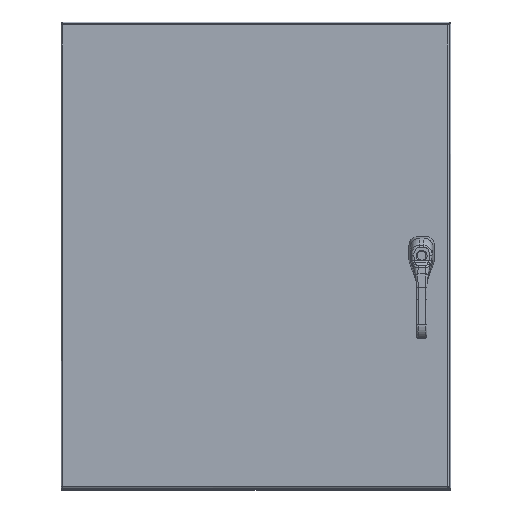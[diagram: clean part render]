
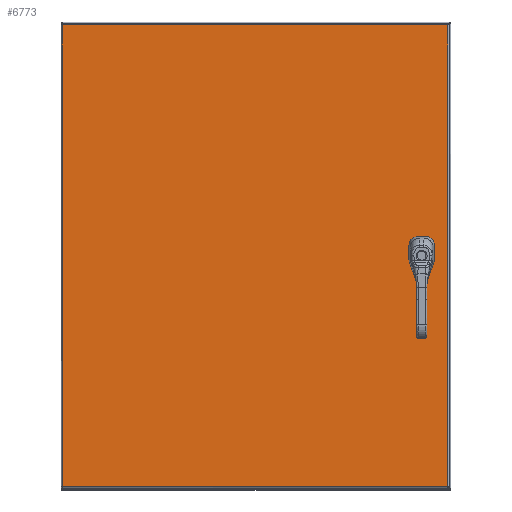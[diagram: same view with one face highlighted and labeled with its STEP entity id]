
A CAD part, top view. The second image highlights one B-rep face of the part: STEP entity #6773.
In plain terms, the highlighted face is planar.
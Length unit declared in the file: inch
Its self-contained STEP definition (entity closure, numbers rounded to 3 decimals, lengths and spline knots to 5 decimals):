
#4964=CARTESIAN_POINT('',(2.33762,18.275,0.0));
#4965=VERTEX_POINT('',#4964);
#4972=CARTESIAN_POINT('',(2.525,18.08762,0.0));
#4973=VERTEX_POINT('',#4972);
#4974=CARTESIAN_POINT('',(2.125,17.875,0.0));
#4975=DIRECTION('',(0.0,0.0,1.0));
#4976=DIRECTION('',(-0.469,-0.883,0.0));
#4977=AXIS2_PLACEMENT_3D('',#4974,#4975,#4976);
#4978=CIRCLE('',#4977,0.453);
#4979=EDGE_CURVE('',#4973,#4965,#4978,.T.);
#5004=CARTESIAN_POINT('',(2.525,17.66238,0.0));
#5005=VERTEX_POINT('',#5004);
#5006=CARTESIAN_POINT('',(2.525,17.66238,0.0));
#5007=DIRECTION('',(0.0,1.0,0.0));
#5008=VECTOR('',#5007,0.42525);
#5009=LINE('',#5006,#5008);
#5010=EDGE_CURVE('',#5005,#4973,#5009,.T.);
#5036=CARTESIAN_POINT('',(2.33762,17.475,0.0));
#5037=VERTEX_POINT('',#5036);
#5038=CARTESIAN_POINT('',(2.125,17.875,0.0));
#5039=DIRECTION('',(0.0,0.0,1.0));
#5040=DIRECTION('',(-0.883,0.469,0.0));
#5041=AXIS2_PLACEMENT_3D('',#5038,#5039,#5040);
#5042=CIRCLE('',#5041,0.453);
#5043=EDGE_CURVE('',#5037,#5005,#5042,.T.);
#5068=CARTESIAN_POINT('',(1.91238,17.475,0.0));
#5069=VERTEX_POINT('',#5068);
#5070=CARTESIAN_POINT('',(1.91238,17.475,0.0));
#5071=DIRECTION('',(1.0,0.0,0.0));
#5072=VECTOR('',#5071,0.42525);
#5073=LINE('',#5070,#5072);
#5074=EDGE_CURVE('',#5069,#5037,#5073,.T.);
#5100=CARTESIAN_POINT('',(1.725,17.66238,0.0));
#5101=VERTEX_POINT('',#5100);
#5102=CARTESIAN_POINT('',(2.125,17.875,0.0));
#5103=DIRECTION('',(0.0,0.0,1.0));
#5104=DIRECTION('',(0.469,0.883,0.0));
#5105=AXIS2_PLACEMENT_3D('',#5102,#5103,#5104);
#5106=CIRCLE('',#5105,0.453);
#5107=EDGE_CURVE('',#5101,#5069,#5106,.T.);
#5132=CARTESIAN_POINT('',(1.725,18.08762,0.0));
#5133=VERTEX_POINT('',#5132);
#5134=CARTESIAN_POINT('',(1.725,18.08762,0.0));
#5135=DIRECTION('',(0.0,-1.0,0.0));
#5136=VECTOR('',#5135,0.42525);
#5137=LINE('',#5134,#5136);
#5138=EDGE_CURVE('',#5133,#5101,#5137,.T.);
#5164=CARTESIAN_POINT('',(1.91238,18.275,0.0));
#5165=VERTEX_POINT('',#5164);
#5166=CARTESIAN_POINT('',(2.125,17.875,0.0));
#5167=DIRECTION('',(0.0,0.0,1.0));
#5168=DIRECTION('',(0.883,-0.469,0.0));
#5169=AXIS2_PLACEMENT_3D('',#5166,#5167,#5168);
#5170=CIRCLE('',#5169,0.453);
#5171=EDGE_CURVE('',#5165,#5133,#5170,.T.);
#5194=CARTESIAN_POINT('',(2.33762,18.275,0.0));
#5195=DIRECTION('',(-1.0,0.0,0.0));
#5196=VECTOR('',#5195,0.42525);
#5197=LINE('',#5194,#5196);
#5198=EDGE_CURVE('',#4965,#5165,#5197,.T.);
#5781=CARTESIAN_POINT('',(29.76975,0.10525,0.));
#5782=VERTEX_POINT('',#5781);
#5793=CARTESIAN_POINT('',(29.76975,35.64475,0.));
#5794=VERTEX_POINT('',#5793);
#5795=CARTESIAN_POINT('',(29.76975,35.64475,0.0));
#5796=DIRECTION('',(0.0,-1.0,0.0));
#5797=VECTOR('',#5796,35.5395);
#5798=LINE('',#5795,#5797);
#5799=EDGE_CURVE('',#5794,#5782,#5798,.T.);
#5951=CARTESIAN_POINT('',(0.10525,0.10525,0.));
#5952=VERTEX_POINT('',#5951);
#5963=CARTESIAN_POINT('',(29.76975,0.10525,0.0));
#5964=DIRECTION('',(-1.0,0.0,0.0));
#5965=VECTOR('',#5964,29.6645);
#5966=LINE('',#5963,#5965);
#5967=EDGE_CURVE('',#5782,#5952,#5966,.T.);
#6228=CARTESIAN_POINT('',(0.10525,35.64475,0.));
#6229=VERTEX_POINT('',#6228);
#6240=CARTESIAN_POINT('',(0.10525,0.10525,0.0));
#6241=DIRECTION('',(0.0,1.0,0.0));
#6242=VECTOR('',#6241,35.5395);
#6243=LINE('',#6240,#6242);
#6244=EDGE_CURVE('',#5952,#6229,#6243,.T.);
#6509=CARTESIAN_POINT('',(0.10525,35.64475,0.0));
#6510=DIRECTION('',(1.0,0.0,0.0));
#6511=VECTOR('',#6510,29.6645);
#6512=LINE('',#6509,#6511);
#6513=EDGE_CURVE('',#6229,#5794,#6512,.T.);
#6752=CARTESIAN_POINT('',(14.9375,17.875,0.0));
#6753=DIRECTION('',(0.0,0.0,1.0));
#6754=DIRECTION('',(1.0,0.0,0.0));
#6755=AXIS2_PLACEMENT_3D('',#6752,#6753,#6754);
#6756=PLANE('',#6755);
#6757=ORIENTED_EDGE('',*,*,#5799,.T.);
#6758=ORIENTED_EDGE('',*,*,#5967,.T.);
#6759=ORIENTED_EDGE('',*,*,#6244,.T.);
#6760=ORIENTED_EDGE('',*,*,#6513,.T.);
#6761=EDGE_LOOP('',(#6757,#6758,#6759,#6760));
#6762=FACE_OUTER_BOUND('',#6761,.T.);
#6763=ORIENTED_EDGE('',*,*,#4979,.T.);
#6764=ORIENTED_EDGE('',*,*,#5198,.T.);
#6765=ORIENTED_EDGE('',*,*,#5171,.T.);
#6766=ORIENTED_EDGE('',*,*,#5138,.T.);
#6767=ORIENTED_EDGE('',*,*,#5107,.T.);
#6768=ORIENTED_EDGE('',*,*,#5074,.T.);
#6769=ORIENTED_EDGE('',*,*,#5043,.T.);
#6770=ORIENTED_EDGE('',*,*,#5010,.T.);
#6771=EDGE_LOOP('',(#6763,#6764,#6765,#6766,#6767,#6768,#6769,#6770));
#6772=FACE_BOUND('',#6771,.T.);
#6773=ADVANCED_FACE('',(#6762,#6772),#6756,.F.);
